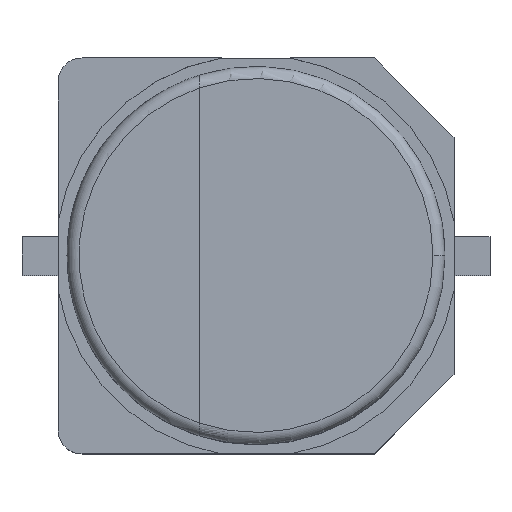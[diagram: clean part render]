
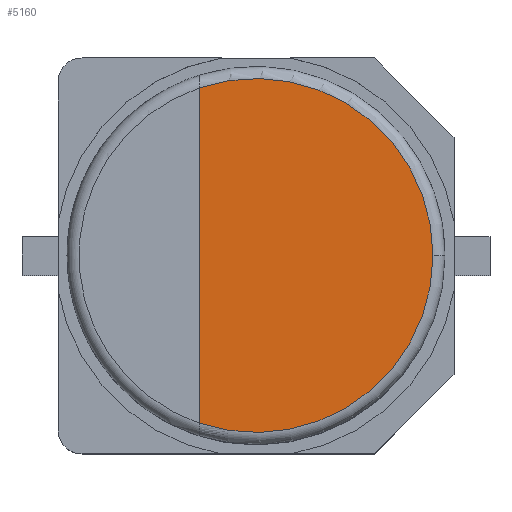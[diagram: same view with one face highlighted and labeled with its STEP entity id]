
A CAD part, top view. The second image highlights one B-rep face of the part: STEP entity #5160.
In plain terms, the highlighted planar face has unit normal (0, 0, 1).
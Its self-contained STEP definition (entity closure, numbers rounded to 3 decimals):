
#2662 = TOROIDAL_SURFACE('',#2663,2.95,0.2);
#2663 = AXIS2_PLACEMENT_3D('',#2664,#2665,#2666);
#2664 = CARTESIAN_POINT('',(0.,0.,5.2));
#2665 = DIRECTION('',(0.,0.,1.));
#2666 = DIRECTION('',(1.,0.,0.));
#2854 = TOROIDAL_SURFACE('',#2855,2.95,0.2);
#2855 = AXIS2_PLACEMENT_3D('',#2856,#2857,#2858);
#2856 = CARTESIAN_POINT('',(0.,0.,5.2));
#2857 = DIRECTION('',(0.,0.,1.));
#2858 = DIRECTION('',(1.,0.,0.));
#3004 = VERTEX_POINT('',#3005);
#3005 = CARTESIAN_POINT('',(2.95,0.,5.4));
#3344 = VERTEX_POINT('',#3345);
#3345 = CARTESIAN_POINT('',(-0.945,-2.795,5.4));
#3555 = PLANE('',#3556);
#3556 = AXIS2_PLACEMENT_3D('',#3557,#3558,#3559);
#3557 = CARTESIAN_POINT('',(-0.945,-3.15,5.2));
#3558 = DIRECTION('',(1.,0.,0.));
#3559 = DIRECTION('',(0.,0.,1.));
#3665 = EDGE_CURVE('',#3004,#3344,#3666,.T.);
#3666 = SURFACE_CURVE('',#3667,(#3672,#3679),.PCURVE_S1.);
#3667 = CIRCLE('',#3668,2.95);
#3668 = AXIS2_PLACEMENT_3D('',#3669,#3670,#3671);
#3669 = CARTESIAN_POINT('',(0.,0.,5.4));
#3670 = DIRECTION('',(0.,0.,-1.));
#3671 = DIRECTION('',(1.,0.,0.));
#3672 = PCURVE('',#2854,#3673);
#3673 = DEFINITIONAL_REPRESENTATION('',(#3674),#3678);
#3674 = LINE('',#3675,#3676);
#3675 = CARTESIAN_POINT('',(0.,1.571));
#3676 = VECTOR('',#3677,1.);
#3677 = DIRECTION('',(-1.,0.));
#3678 = ( GEOMETRIC_REPRESENTATION_CONTEXT(2) 
PARAMETRIC_REPRESENTATION_CONTEXT() REPRESENTATION_CONTEXT('2D SPACE',''
  ) );
#3679 = PCURVE('',#3680,#3685);
#3680 = PLANE('',#3681);
#3681 = AXIS2_PLACEMENT_3D('',#3682,#3683,#3684);
#3682 = CARTESIAN_POINT('',(0.,0.,5.4));
#3683 = DIRECTION('',(0.,0.,-1.));
#3684 = DIRECTION('',(1.,0.,0.));
#3685 = DEFINITIONAL_REPRESENTATION('',(#3686),#3690);
#3686 = CIRCLE('',#3687,2.95);
#3687 = AXIS2_PLACEMENT_2D('',#3688,#3689);
#3688 = CARTESIAN_POINT('',(0.,0.));
#3689 = DIRECTION('',(1.,0.));
#3690 = ( GEOMETRIC_REPRESENTATION_CONTEXT(2) 
PARAMETRIC_REPRESENTATION_CONTEXT() REPRESENTATION_CONTEXT('2D SPACE',''
  ) );
#4822 = EDGE_CURVE('',#4823,#3004,#4825,.T.);
#4823 = VERTEX_POINT('',#4824);
#4824 = CARTESIAN_POINT('',(-0.945,2.795,5.4));
#4825 = SURFACE_CURVE('',#4826,(#4831,#4838),.PCURVE_S1.);
#4826 = CIRCLE('',#4827,2.95);
#4827 = AXIS2_PLACEMENT_3D('',#4828,#4829,#4830);
#4828 = CARTESIAN_POINT('',(0.,0.,5.4));
#4829 = DIRECTION('',(0.,0.,-1.));
#4830 = DIRECTION('',(1.,0.,0.));
#4831 = PCURVE('',#2662,#4832);
#4832 = DEFINITIONAL_REPRESENTATION('',(#4833),#4837);
#4833 = LINE('',#4834,#4835);
#4834 = CARTESIAN_POINT('',(0.,1.571));
#4835 = VECTOR('',#4836,1.);
#4836 = DIRECTION('',(-1.,0.));
#4837 = ( GEOMETRIC_REPRESENTATION_CONTEXT(2) 
PARAMETRIC_REPRESENTATION_CONTEXT() REPRESENTATION_CONTEXT('2D SPACE',''
  ) );
#4838 = PCURVE('',#3680,#4839);
#4839 = DEFINITIONAL_REPRESENTATION('',(#4840),#4844);
#4840 = CIRCLE('',#4841,2.95);
#4841 = AXIS2_PLACEMENT_2D('',#4842,#4843);
#4842 = CARTESIAN_POINT('',(0.,0.));
#4843 = DIRECTION('',(1.,0.));
#4844 = ( GEOMETRIC_REPRESENTATION_CONTEXT(2) 
PARAMETRIC_REPRESENTATION_CONTEXT() REPRESENTATION_CONTEXT('2D SPACE',''
  ) );
#5160 = ADVANCED_FACE('',(#5161),#3680,.F.);
#5161 = FACE_BOUND('',#5162,.F.);
#5162 = EDGE_LOOP('',(#5163,#5164,#5165));
#5163 = ORIENTED_EDGE('',*,*,#4822,.T.);
#5164 = ORIENTED_EDGE('',*,*,#3665,.T.);
#5165 = ORIENTED_EDGE('',*,*,#5166,.T.);
#5166 = EDGE_CURVE('',#3344,#4823,#5167,.T.);
#5167 = SURFACE_CURVE('',#5168,(#5172,#5179),.PCURVE_S1.);
#5168 = LINE('',#5169,#5170);
#5169 = CARTESIAN_POINT('',(-0.945,-3.15,5.4));
#5170 = VECTOR('',#5171,1.);
#5171 = DIRECTION('',(0.,1.,0.));
#5172 = PCURVE('',#3680,#5173);
#5173 = DEFINITIONAL_REPRESENTATION('',(#5174),#5178);
#5174 = LINE('',#5175,#5176);
#5175 = CARTESIAN_POINT('',(-0.945,3.15));
#5176 = VECTOR('',#5177,1.);
#5177 = DIRECTION('',(0.,-1.));
#5178 = ( GEOMETRIC_REPRESENTATION_CONTEXT(2) 
PARAMETRIC_REPRESENTATION_CONTEXT() REPRESENTATION_CONTEXT('2D SPACE',''
  ) );
#5179 = PCURVE('',#3555,#5180);
#5180 = DEFINITIONAL_REPRESENTATION('',(#5181),#5185);
#5181 = LINE('',#5182,#5183);
#5182 = CARTESIAN_POINT('',(0.2,0.));
#5183 = VECTOR('',#5184,1.);
#5184 = DIRECTION('',(0.,-1.));
#5185 = ( GEOMETRIC_REPRESENTATION_CONTEXT(2) 
PARAMETRIC_REPRESENTATION_CONTEXT() REPRESENTATION_CONTEXT('2D SPACE',''
  ) );
